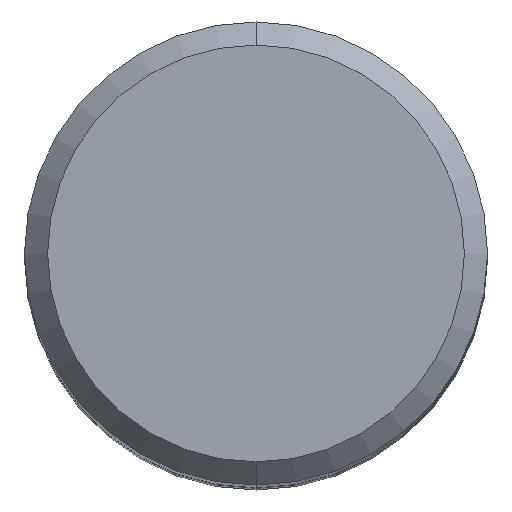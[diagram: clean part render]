
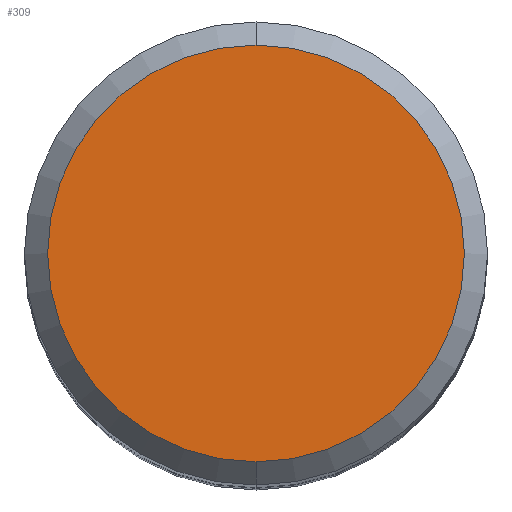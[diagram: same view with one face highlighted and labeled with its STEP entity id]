
A CAD part, top view. The second image highlights one B-rep face of the part: STEP entity #309.
In plain terms, the highlighted planar face has unit normal (0, 0, 1).
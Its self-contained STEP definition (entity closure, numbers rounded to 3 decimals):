
#309=ADVANCED_FACE('',(#640),#641,.T.);
#429=EDGE_CURVE('',#475,#473,#773,.T.);
#447=EDGE_CURVE('',#473,#475,#793,.T.);
#473=VERTEX_POINT('',#821);
#475=VERTEX_POINT('',#823);
#640=FACE_OUTER_BOUND('',#1091,.T.);
#641=PLANE('',#1092);
#773=CIRCLE('',#1416,5.4);
#793=CIRCLE('',#1468,5.4);
#821=CARTESIAN_POINT('',(0.,-5.4,0.0));
#823=CARTESIAN_POINT('',(0.0,5.4,0.0));
#1091=EDGE_LOOP('',(#1709,#1710));
#1092=AXIS2_PLACEMENT_3D('',#1711,#1712,#1713);
#1416=AXIS2_PLACEMENT_3D('',#1859,#1860,#1861);
#1468=AXIS2_PLACEMENT_3D('',#1892,#1893,#1894);
#1709=ORIENTED_EDGE('',*,*,#429,.F.);
#1710=ORIENTED_EDGE('',*,*,#447,.F.);
#1711=CARTESIAN_POINT('',(0.0,2.7,0.0));
#1712=DIRECTION('',(-0.0,0.0,1.0));
#1713=DIRECTION('',(0.0,-1.0,0.0));
#1859=CARTESIAN_POINT('',(0.0,0.0,0.0));
#1860=DIRECTION('',(0.0,0.0,-1.0));
#1861=DIRECTION('',(0.0,1.0,0.0));
#1892=CARTESIAN_POINT('',(0.0,0.0,0.0));
#1893=DIRECTION('',(0.0,0.0,-1.0));
#1894=DIRECTION('',(0.0,1.0,0.0));
